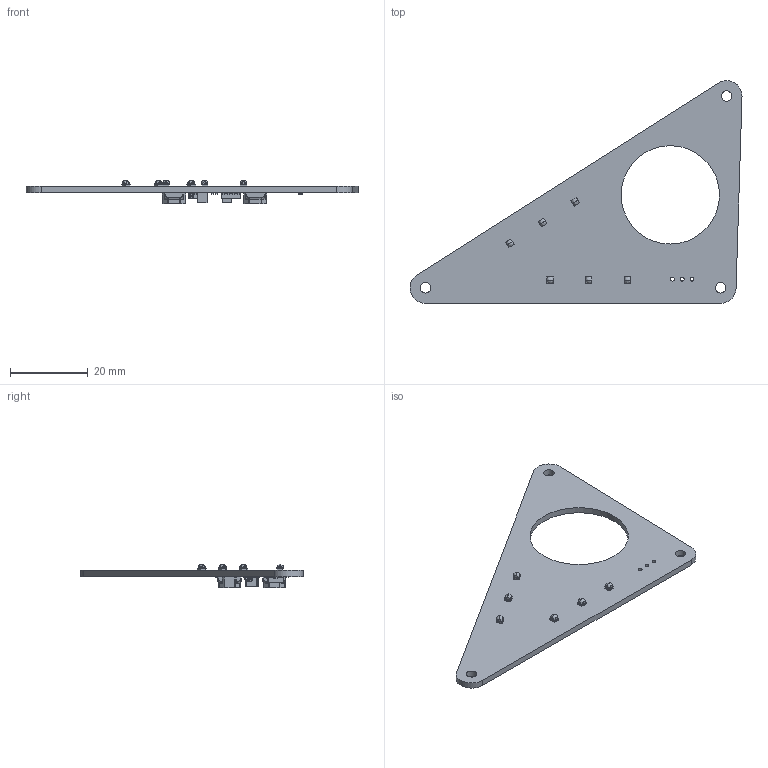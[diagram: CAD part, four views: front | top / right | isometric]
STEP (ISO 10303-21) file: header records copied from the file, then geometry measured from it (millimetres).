
FILE_DESCRIPTION(('KiCad electronic assembly'),'2;1');
FILE_NAME('FalconLHS.step','2022-02-12T00:12:58',('Pcbnew'),('Kicad'), 'Open CASCADE STEP processor 7.5','KiCad to STEP converter','Unknown' );
FILE_SCHEMA(('AUTOMOTIVE_DESIGN { 1 0 10303 214 1 1 1 1 }'));
Length unit declared in the file: millimetre
Products named in the file (16): FalconLHS 1; XQ-3D; COMPOUND; 8-SOIC_SO-8EP_DIO; R_0402_1005Metric; SOLID; LSXBD6060xx_NR60xx; C_1210_3225Metric; D_SOD-323; SC-76-SOD-323_USC_TSB; _autosave-FalconLHS PCB
Assembly tree (27 placements, depth 3):
  FalconLHS 1
    XQ-3D  x6
      COMPOUND
    8-SOIC_SO-8EP_DIO  x2
      COMPOUND
    R_0402_1005Metric  x3
      SOLID
    LSXBD6060xx_NR60xx  x2
      SOLID
    C_1210_3225Metric  x2
      SOLID
    D_SOD-323  x2
      SOLID
    SC-76-SOD-323_USC_TSB  x2
      COMPOUND
    _autosave-FalconLHS PCB
Bounding box: 85.66 x 57.46 x 6.07 mm (x, y, z)
Volume: 3943.7 mm3; surface area: 5861.3 mm2
Topology: 86 solids, 86 shells, 1395 faces, 3483 edges, 2264 vertices
Faces by surface type: bspline 1380, cylinder 10, plane 5
Full cylindrical faces by diameter (mm): 1 x3, 2.7 x3, 25.4 x1
Entity records: 32727 total; most frequent: CARTESIAN_POINT 13677, B_SPLINE_CURVE_WITH_KNOTS 3168, ORIENTED_EDGE 2474, PCURVE 2474, DEFINITIONAL_REPRESENTATION 2474, EDGE_CURVE 1237, SURFACE_CURVE 1229, VERTEX_POINT 805
